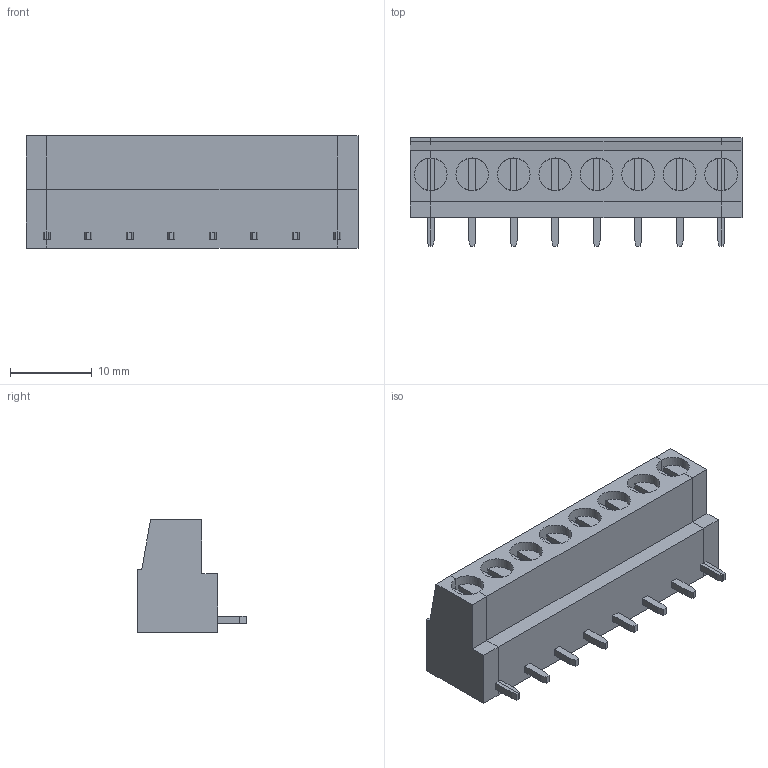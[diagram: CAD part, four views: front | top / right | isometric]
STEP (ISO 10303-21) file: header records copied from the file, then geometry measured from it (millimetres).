
FILE_DESCRIPTION( ( 'Unknown' ), '1' );
FILE_NAME( '691242500008.stp', 'Unknown', ( 'Unknown' ), ( 'Unknown' ), 'PSStep 18.0.17', 'Unknown', ' ' );
FILE_SCHEMA( ( 'AUTOMOTIVE_DESIGN { 1 0 10303 214 1 1 1 1 }' ) );
Length unit declared in the file: millimetre
Products named in the file (4): Assem1; 6912425000xx_DX; 6912425000xx_SX; 691242500008
Assembly tree (3 placements, depth 2):
  Assem1
    6912425000xx_DX
    6912425000xx_SX
    691242500008
Bounding box: 40.65 x 13.3 x 13.8 mm (x, y, z)
Volume: 4094.1 mm3; surface area: 3381.6 mm2
Topology: 3 solids, 3 shells, 312 faces, 814 edges, 532 vertices
Faces by surface type: plane 302, cylinder 10
Full cylindrical faces by diameter (mm): 4 x6
Entity records: 11850 total; most frequent: CARTESIAN_POINT 1644, ORIENTED_EDGE 1604, DIRECTION 1480, EDGE_CURVE 802, LINE 756, VECTOR 756, VERTEX_POINT 526, AXIS2_PLACEMENT_3D 362
